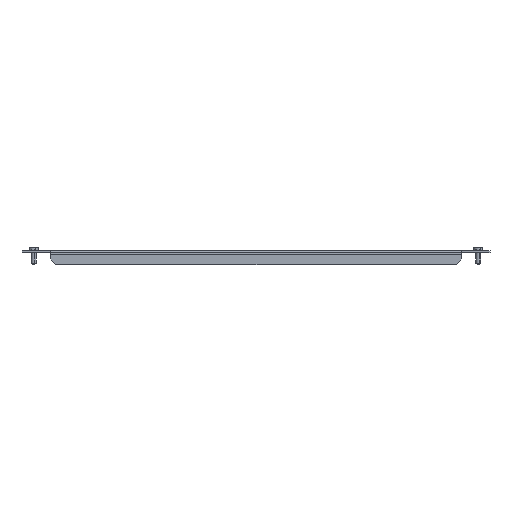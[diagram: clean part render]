
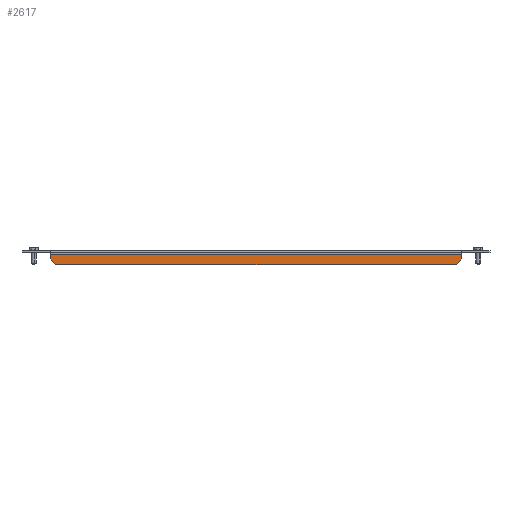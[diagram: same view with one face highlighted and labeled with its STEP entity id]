
A CAD part, front view. The second image highlights one B-rep face of the part: STEP entity #2617.
In plain terms, the highlighted planar face has unit normal (0, -1, 0).
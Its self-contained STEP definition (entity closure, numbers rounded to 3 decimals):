
#73 = VERTEX_POINT ( 'NONE', #611 ) ;
#108 = ORIENTED_EDGE ( 'NONE', *, *, #1223, .F. ) ;
#226 = LINE ( 'NONE', #1718, #2674 ) ;
#255 = CARTESIAN_POINT ( 'NONE',  ( -176., -10., -7. ) ) ;
#274 = AXIS2_PLACEMENT_3D ( 'NONE', #496, #2351, #1429 ) ;
#334 = VERTEX_POINT ( 'NONE', #2884 ) ;
#382 = CARTESIAN_POINT ( 'NONE',  ( 176., -10., 0. ) ) ;
#443 = CARTESIAN_POINT ( 'NONE',  ( 176., -10., -7. ) ) ;
#479 = DIRECTION ( 'NONE',  ( 1., 0., 0. ) ) ;
#496 = CARTESIAN_POINT ( 'NONE',  ( 0., -10., 0. ) ) ;
#590 = VERTEX_POINT ( 'NONE', #255 ) ;
#611 = CARTESIAN_POINT ( 'NONE',  ( 176., -10., -2.8 ) ) ;
#707 = FACE_OUTER_BOUND ( 'NONE', #730, .T. ) ;
#730 = EDGE_LOOP ( 'NONE', ( #1920, #1326, #2363, #108, #801, #2889 ) ) ;
#734 = VECTOR ( 'NONE', #2136, 1000. ) ;
#787 = CARTESIAN_POINT ( 'NONE',  ( 171., -10., -12. ) ) ;
#801 = ORIENTED_EDGE ( 'NONE', *, *, #2297, .T. ) ;
#809 = DIRECTION ( 'NONE',  ( 0., 0., 1. ) ) ;
#826 = VERTEX_POINT ( 'NONE', #991 ) ;
#856 = LINE ( 'NONE', #382, #2573 ) ;
#915 = VECTOR ( 'NONE', #479, 1000. ) ;
#960 = LINE ( 'NONE', #2985, #2973 ) ;
#964 = EDGE_CURVE ( 'NONE', #826, #73, #856, .T. ) ;
#991 = CARTESIAN_POINT ( 'NONE',  ( 176., -10., -7. ) ) ;
#1047 = LINE ( 'NONE', #1288, #915 ) ;
#1223 = EDGE_CURVE ( 'NONE', #1341, #73, #226, .T. ) ;
#1229 = CARTESIAN_POINT ( 'NONE',  ( -176., -10., 0. ) ) ;
#1288 = CARTESIAN_POINT ( 'NONE',  ( 0., -10., -12. ) ) ;
#1326 = ORIENTED_EDGE ( 'NONE', *, *, #1778, .T. ) ;
#1341 = VERTEX_POINT ( 'NONE', #1755 ) ;
#1376 = DIRECTION ( 'NONE',  ( 0.707, 0., 0.707 ) ) ;
#1429 = DIRECTION ( 'NONE',  ( 0., 0., 1. ) ) ;
#1641 = PLANE ( 'NONE',  #274 ) ;
#1718 = CARTESIAN_POINT ( 'NONE',  ( 176., -10., -2.8 ) ) ;
#1755 = CARTESIAN_POINT ( 'NONE',  ( -176., -10., -2.8 ) ) ;
#1778 = EDGE_CURVE ( 'NONE', #2948, #826, #2536, .T. ) ;
#1846 = VECTOR ( 'NONE', #1376, 1000. ) ;
#1884 = DIRECTION ( 'NONE',  ( 0.707, 0., -0.707 ) ) ;
#1890 = DIRECTION ( 'NONE',  ( 1., 0., 0. ) ) ;
#1920 = ORIENTED_EDGE ( 'NONE', *, *, #2489, .T. ) ;
#2136 = DIRECTION ( 'NONE',  ( 0., 0., -1. ) ) ;
#2156 = EDGE_CURVE ( 'NONE', #590, #334, #960, .T. ) ;
#2297 = EDGE_CURVE ( 'NONE', #1341, #590, #2648, .T. ) ;
#2351 = DIRECTION ( 'NONE',  ( 0., 1., 0. ) ) ;
#2363 = ORIENTED_EDGE ( 'NONE', *, *, #964, .T. ) ;
#2489 = EDGE_CURVE ( 'NONE', #334, #2948, #1047, .T. ) ;
#2536 = LINE ( 'NONE', #443, #1846 ) ;
#2573 = VECTOR ( 'NONE', #809, 1000. ) ;
#2617 = ADVANCED_FACE ( 'NONE', ( #707 ), #1641, .F. ) ;
#2648 = LINE ( 'NONE', #1229, #734 ) ;
#2674 = VECTOR ( 'NONE', #1890, 1000. ) ;
#2884 = CARTESIAN_POINT ( 'NONE',  ( -171., -10., -12. ) ) ;
#2889 = ORIENTED_EDGE ( 'NONE', *, *, #2156, .T. ) ;
#2948 = VERTEX_POINT ( 'NONE', #787 ) ;
#2973 = VECTOR ( 'NONE', #1884, 1000. ) ;
#2985 = CARTESIAN_POINT ( 'NONE',  ( -171., -10., -12. ) ) ;
